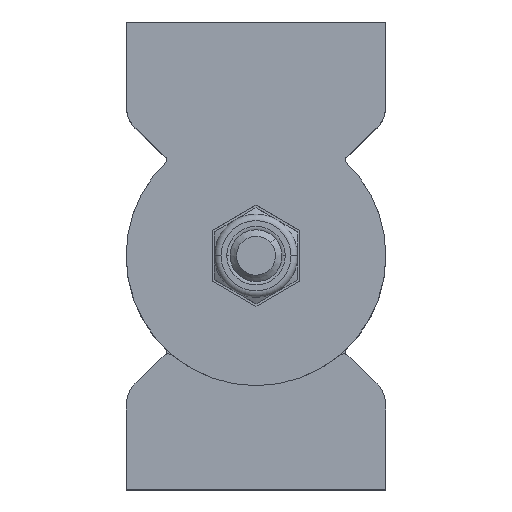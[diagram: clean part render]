
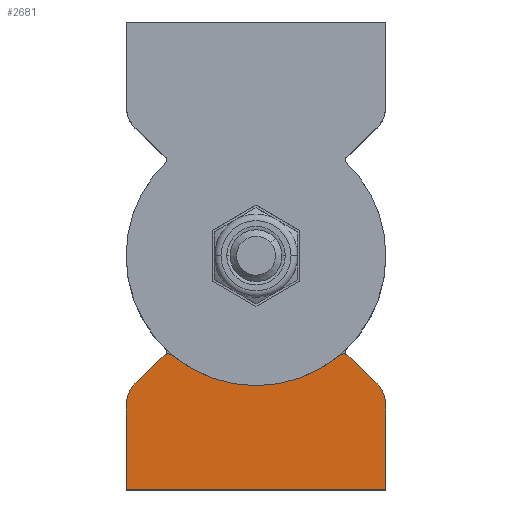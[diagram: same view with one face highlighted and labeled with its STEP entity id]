
A CAD part, top view. The second image highlights one B-rep face of the part: STEP entity #2681.
In plain terms, the highlighted planar face has unit normal (0, 0, 1).
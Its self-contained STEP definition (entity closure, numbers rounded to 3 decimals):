
#1 = ORIENTED_EDGE ( 'NONE', *, *, #2853, .T. ) ;
#76 = VERTEX_POINT ( 'NONE', #2021 ) ;
#93 = AXIS2_PLACEMENT_3D ( 'NONE', #1259, #570, #2262 ) ;
#124 = VECTOR ( 'NONE', #1745, 1000. ) ;
#131 = ORIENTED_EDGE ( 'NONE', *, *, #137, .T. ) ;
#137 = EDGE_CURVE ( 'NONE', #1170, #2381, #1520, .T. ) ;
#174 = ORIENTED_EDGE ( 'NONE', *, *, #3063, .T. ) ;
#177 = DIRECTION ( 'NONE',  ( 1., 0., 0. ) ) ;
#196 = CIRCLE ( 'NONE', #2930, 20. ) ;
#284 = LINE ( 'NONE', #1979, #124 ) ;
#306 = CARTESIAN_POINT ( 'NONE',  ( -20., 15., 40. ) ) ;
#323 = VERTEX_POINT ( 'NONE', #2871 ) ;
#474 = CARTESIAN_POINT ( 'NONE',  ( 15., 12.87, 40. ) ) ;
#503 = ORIENTED_EDGE ( 'NONE', *, *, #2058, .T. ) ;
#570 = DIRECTION ( 'NONE',  ( 0., 0., 1. ) ) ;
#595 = VECTOR ( 'NONE', #846, 1000. ) ;
#627 = DIRECTION ( 'NONE',  ( 0., -1., 0. ) ) ;
#659 = VERTEX_POINT ( 'NONE', #1830 ) ;
#673 = CARTESIAN_POINT ( 'NONE',  ( 20., 15., 40. ) ) ;
#681 = AXIS2_PLACEMENT_3D ( 'NONE', #3013, #2033, #1795 ) ;
#694 = CARTESIAN_POINT ( 'NONE',  ( -20., 0., 40. ) ) ;
#735 = CARTESIAN_POINT ( 'NONE',  ( 18.464, 16.476, 40. ) ) ;
#736 = CARTESIAN_POINT ( 'NONE',  ( -20., 0., 40. ) ) ;
#745 = DIRECTION ( 'NONE',  ( 1., 0., 0. ) ) ;
#846 = DIRECTION ( 'NONE',  ( -0.721, -0.693, 0. ) ) ;
#886 = DIRECTION ( 'NONE',  ( 1., 0., 0. ) ) ;
#942 = DIRECTION ( 'NONE',  ( 0., 0., 1. ) ) ;
#950 = CARTESIAN_POINT ( 'NONE',  ( -12.827, 20.655, 40. ) ) ;
#984 = CARTESIAN_POINT ( 'NONE',  ( -20., 12.87, 40. ) ) ;
#998 = EDGE_LOOP ( 'NONE', ( #2649, #1248, #1, #131, #1325, #1529, #2724, #503, #174, #3237 ) ) ;
#1102 = DIRECTION ( 'NONE',  ( 0., 0., 1. ) ) ;
#1109 = AXIS2_PLACEMENT_3D ( 'NONE', #2970, #942, #886 ) ;
#1170 = VERTEX_POINT ( 'NONE', #3210 ) ;
#1194 = VERTEX_POINT ( 'NONE', #950 ) ;
#1248 = ORIENTED_EDGE ( 'NONE', *, *, #1991, .T. ) ;
#1259 = CARTESIAN_POINT ( 'NONE',  ( -15., 12.87, 40. ) ) ;
#1325 = ORIENTED_EDGE ( 'NONE', *, *, #2677, .T. ) ;
#1347 = DIRECTION ( 'NONE',  ( 1., 0., 0. ) ) ;
#1374 = DIRECTION ( 'NONE',  ( -0.721, 0.693, 0. ) ) ;
#1380 = PLANE ( 'NONE',  #1536 ) ;
#1388 = EDGE_CURVE ( 'NONE', #323, #659, #1428, .T. ) ;
#1428 = CIRCLE ( 'NONE', #1109, 1. ) ;
#1429 = DIRECTION ( 'NONE',  ( 0., 0., 1. ) ) ;
#1484 = DIRECTION ( 'NONE',  ( 0., 0., 1. ) ) ;
#1509 = VERTEX_POINT ( 'NONE', #735 ) ;
#1520 = CIRCLE ( 'NONE', #93, 5. ) ;
#1529 = ORIENTED_EDGE ( 'NONE', *, *, #2413, .T. ) ;
#1536 = AXIS2_PLACEMENT_3D ( 'NONE', #2895, #1429, #177 ) ;
#1584 = VECTOR ( 'NONE', #745, 1000. ) ;
#1681 = CARTESIAN_POINT ( 'NONE',  ( -14.161, 20.609, 40. ) ) ;
#1745 = DIRECTION ( 'NONE',  ( 0., 1., 0. ) ) ;
#1791 = VERTEX_POINT ( 'NONE', #1681 ) ;
#1795 = DIRECTION ( 'NONE',  ( 1., 0., 0. ) ) ;
#1797 = VECTOR ( 'NONE', #627, 1000. ) ;
#1830 = CARTESIAN_POINT ( 'NONE',  ( 12.827, 20.655, 40. ) ) ;
#1851 = CIRCLE ( 'NONE', #2353, 5. ) ;
#1979 = CARTESIAN_POINT ( 'NONE',  ( 20., 0., 40. ) ) ;
#1991 = EDGE_CURVE ( 'NONE', #1194, #1791, #3094, .T. ) ;
#1999 = CARTESIAN_POINT ( 'NONE',  ( 20., 0., 40. ) ) ;
#2021 = CARTESIAN_POINT ( 'NONE',  ( 20., 12.87, 40. ) ) ;
#2033 = DIRECTION ( 'NONE',  ( 0., 0., 1. ) ) ;
#2035 = EDGE_CURVE ( 'NONE', #3187, #76, #284, .T. ) ;
#2058 = EDGE_CURVE ( 'NONE', #76, #1509, #1851, .T. ) ;
#2158 = FACE_OUTER_BOUND ( 'NONE', #998, .T. ) ;
#2169 = LINE ( 'NONE', #673, #2225 ) ;
#2174 = EDGE_CURVE ( 'NONE', #1194, #659, #196, .T. ) ;
#2225 = VECTOR ( 'NONE', #1374, 1000. ) ;
#2253 = LINE ( 'NONE', #2995, #1584 ) ;
#2262 = DIRECTION ( 'NONE',  ( 1., 0., 0. ) ) ;
#2329 = LINE ( 'NONE', #306, #595 ) ;
#2353 = AXIS2_PLACEMENT_3D ( 'NONE', #474, #1484, #2489 ) ;
#2381 = VERTEX_POINT ( 'NONE', #984 ) ;
#2400 = LINE ( 'NONE', #694, #1797 ) ;
#2413 = EDGE_CURVE ( 'NONE', #3113, #3187, #2253, .T. ) ;
#2489 = DIRECTION ( 'NONE',  ( 1., 0., 0. ) ) ;
#2649 = ORIENTED_EDGE ( 'NONE', *, *, #2174, .F. ) ;
#2677 = EDGE_CURVE ( 'NONE', #2381, #3113, #2400, .T. ) ;
#2681 = ADVANCED_FACE ( 'NONE', ( #2158 ), #1380, .T. ) ;
#2724 = ORIENTED_EDGE ( 'NONE', *, *, #2035, .T. ) ;
#2853 = EDGE_CURVE ( 'NONE', #1791, #1170, #2329, .T. ) ;
#2871 = CARTESIAN_POINT ( 'NONE',  ( 14.161, 20.609, 40. ) ) ;
#2895 = CARTESIAN_POINT ( 'NONE',  ( 0., 36., 40. ) ) ;
#2930 = AXIS2_PLACEMENT_3D ( 'NONE', #3114, #1102, #1347 ) ;
#2970 = CARTESIAN_POINT ( 'NONE',  ( 13.468, 19.888, 40. ) ) ;
#2995 = CARTESIAN_POINT ( 'NONE',  ( -20., 0., 40. ) ) ;
#3013 = CARTESIAN_POINT ( 'NONE',  ( -13.468, 19.888, 40. ) ) ;
#3063 = EDGE_CURVE ( 'NONE', #1509, #323, #2169, .T. ) ;
#3094 = CIRCLE ( 'NONE', #681, 1. ) ;
#3113 = VERTEX_POINT ( 'NONE', #736 ) ;
#3114 = CARTESIAN_POINT ( 'NONE',  ( 0., 36., 40. ) ) ;
#3187 = VERTEX_POINT ( 'NONE', #1999 ) ;
#3210 = CARTESIAN_POINT ( 'NONE',  ( -18.464, 16.476, 40. ) ) ;
#3237 = ORIENTED_EDGE ( 'NONE', *, *, #1388, .T. ) ;
